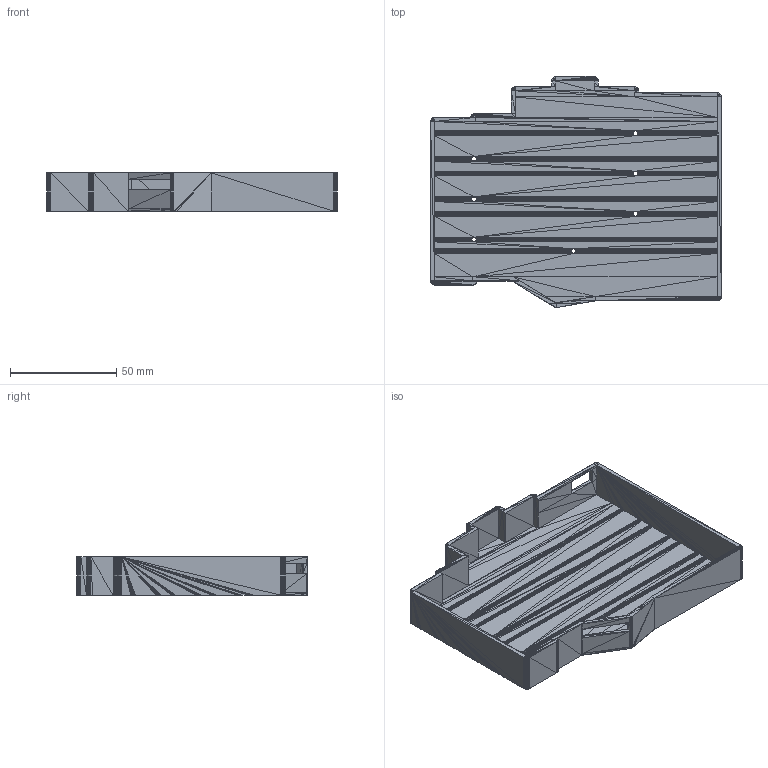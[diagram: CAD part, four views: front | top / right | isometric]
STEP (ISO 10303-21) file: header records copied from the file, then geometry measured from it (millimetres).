
FILE_DESCRIPTION(('FreeCAD Model'),'2;1');
FILE_NAME('Open CASCADE Shape Model','2025-12-19T23:02:57',(''),(''), 'Open CASCADE STEP processor 7.8','FreeCAD','Unknown');
FILE_SCHEMA(('AUTOMOTIVE_DESIGN { 1 0 10303 214 1 1 1 1 }'));
Length unit declared in the file: millimetre
Products named in the file (1): case001 (Solid)
Bounding box: 137 x 108.74 x 18 mm (x, y, z)
Volume: 28495.5 mm3; surface area: 42136.6 mm2
Topology: 1 solids, 1 shells, 2574 faces, 3861 edges, 1269 vertices
Faces by surface type: plane 2574
Entity records: 50187 total; most frequent: DIRECTION 9011, ORIENTED_EDGE 7722, CARTESIAN_POINT 7705, EDGE_CURVE 3861, LINE 3861, VECTOR 3861, AXIS2_PLACEMENT_3D 2575, ADVANCED_FACE 2574
